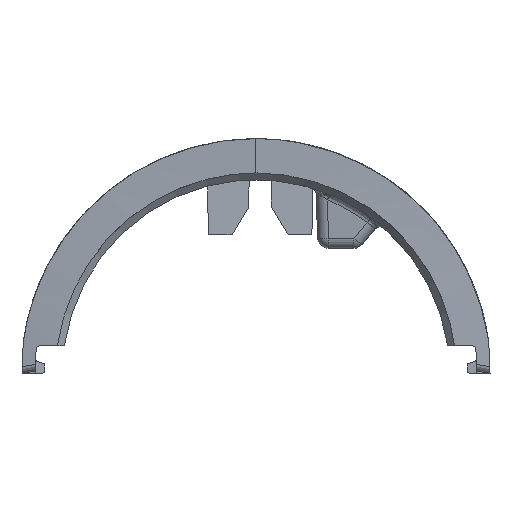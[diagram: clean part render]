
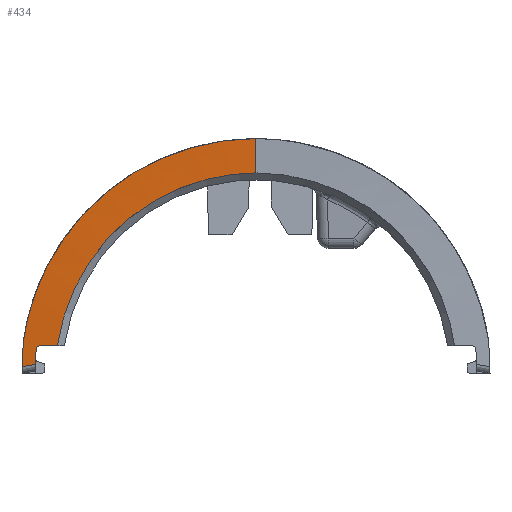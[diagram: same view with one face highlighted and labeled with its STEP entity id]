
A CAD part, left-side view. The second image highlights one B-rep face of the part: STEP entity #434.
In plain terms, the highlighted free-form (B-spline) face has degree [3, 3] with [4, 7] control points.
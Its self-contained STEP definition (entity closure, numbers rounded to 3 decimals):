
#224=B_SPLINE_SURFACE_WITH_KNOTS('',3,3,((#9777,#9778,#9779,#9780,#9781,
#9782,#9783),(#9784,#9785,#9786,#9787,#9788,#9789,#9790),(#9791,#9792,#9793,
#9794,#9795,#9796,#9797),(#9798,#9799,#9800,#9801,#9802,#9803,#9804)),
 .UNSPECIFIED.,.F.,.F.,.F.,(4,4),(4,3,4),(0.,1.),(0.,0.5,1.),
 .UNSPECIFIED.);
#434=ADVANCED_FACE('',(#869),#224,.T.);
#869=FACE_OUTER_BOUND('',#1223,.T.);
#1223=EDGE_LOOP('',(#2640,#2641,#2642,#2643,#2644,#2645,#2646,#2647,#2648,
#2649));
#2640=ORIENTED_EDGE('',*,*,#4828,.T.);
#2641=ORIENTED_EDGE('',*,*,#4829,.T.);
#2642=ORIENTED_EDGE('',*,*,#4604,.T.);
#2643=ORIENTED_EDGE('',*,*,#4749,.T.);
#2644=ORIENTED_EDGE('',*,*,#4830,.T.);
#2645=ORIENTED_EDGE('',*,*,#4785,.T.);
#2646=ORIENTED_EDGE('',*,*,#4822,.T.);
#2647=ORIENTED_EDGE('',*,*,#4827,.T.);
#2648=ORIENTED_EDGE('',*,*,#4743,.T.);
#2649=ORIENTED_EDGE('',*,*,#4831,.T.);
#4071=VERTEX_POINT('',#8102);
#4072=VERTEX_POINT('',#8107);
#4200=VERTEX_POINT('',#8940);
#4201=VERTEX_POINT('',#8947);
#4205=VERTEX_POINT('',#8970);
#4228=VERTEX_POINT('',#9288);
#4229=VERTEX_POINT('',#9289);
#4245=VERTEX_POINT('',#9662);
#4248=VERTEX_POINT('',#9748);
#4249=VERTEX_POINT('',#9749);
#4604=EDGE_CURVE('',#4072,#4071,#5423,.T.);
#4743=EDGE_CURVE('',#4201,#4200,#5485,.T.);
#4749=EDGE_CURVE('',#4071,#4205,#5489,.T.);
#4785=EDGE_CURVE('',#4228,#4229,#5512,.T.);
#4822=EDGE_CURVE('',#4229,#4245,#5542,.T.);
#4827=EDGE_CURVE('',#4245,#4201,#5547,.T.);
#4828=EDGE_CURVE('',#4248,#4249,#5548,.T.);
#4829=EDGE_CURVE('',#4249,#4072,#5549,.T.);
#4830=EDGE_CURVE('',#4205,#4228,#5550,.T.);
#4831=EDGE_CURVE('',#4200,#4248,#5551,.T.);
#5423=B_SPLINE_CURVE_WITH_KNOTS('',3,(#8103,#8104,#8105,#8106),
 .UNSPECIFIED.,.F.,.F.,(4,4),(0.,1.),.UNSPECIFIED.);
#5485=B_SPLINE_CURVE_WITH_KNOTS('',3,(#8941,#8942,#8943,#8944,#8945,#8946),
 .UNSPECIFIED.,.F.,.F.,(4,2,4),(0.,0.5,1.),.UNSPECIFIED.);
#5489=B_SPLINE_CURVE_WITH_KNOTS('',3,(#8971,#8972,#8973,#8974),
 .UNSPECIFIED.,.F.,.F.,(4,4),(0.,1.),.UNSPECIFIED.);
#5512=B_SPLINE_CURVE_WITH_KNOTS('',3,(#9284,#9285,#9286,#9287),
 .UNSPECIFIED.,.F.,.F.,(4,4),(0.,1.),.UNSPECIFIED.);
#5542=B_SPLINE_CURVE_WITH_KNOTS('',3,(#9663,#9664,#9665,#9666,#9667,#9668),
 .UNSPECIFIED.,.F.,.F.,(4,2,4),(0.,0.5,1.),.UNSPECIFIED.);
#5547=B_SPLINE_CURVE_WITH_KNOTS('',3,(#9709,#9710,#9711,#9712),
 .UNSPECIFIED.,.F.,.F.,(4,4),(0.,1.),.UNSPECIFIED.);
#5548=B_SPLINE_CURVE_WITH_KNOTS('',3,(#9741,#9742,#9743,#9744,#9745,#9746,
#9747),.UNSPECIFIED.,.F.,.F.,(4,3,4),(0.,0.435,1.),
 .UNSPECIFIED.);
#5549=B_SPLINE_CURVE_WITH_KNOTS('',3,(#9750,#9751,#9752,#9753,#9754,#9755,
#9756),.UNSPECIFIED.,.F.,.F.,(4,3,4),(0.,0.988,1.),
 .UNSPECIFIED.);
#5550=B_SPLINE_CURVE_WITH_KNOTS('',3,(#9757,#9758,#9759,#9760,#9761,#9762,
#9763,#9764,#9765,#9766,#9767,#9768,#9769,#9770,#9771,#9772),
 .UNSPECIFIED.,.F.,.F.,(4,3,3,3,3,4),(0.,0.232,0.464,
0.697,0.93,1.),.UNSPECIFIED.);
#5551=B_SPLINE_CURVE_WITH_KNOTS('',3,(#9773,#9774,#9775,#9776),
 .UNSPECIFIED.,.F.,.F.,(4,4),(0.,1.),.UNSPECIFIED.);
#8102=CARTESIAN_POINT('',(-25.444,16.078,65.891));
#8103=CARTESIAN_POINT('',(-25.42,16.084,65.551));
#8104=CARTESIAN_POINT('',(-25.428,16.082,65.664));
#8105=CARTESIAN_POINT('',(-25.436,16.08,65.777));
#8106=CARTESIAN_POINT('',(-25.444,16.078,65.891));
#8107=CARTESIAN_POINT('',(-25.42,16.084,65.551));
#8940=CARTESIAN_POINT('',(-25.479,16.918,67.442));
#8941=CARTESIAN_POINT('',(-26.896,0.,82.));
#8942=CARTESIAN_POINT('',(-26.896,4.098,82.));
#8943=CARTESIAN_POINT('',(-26.688,8.09,80.504));
#8944=CARTESIAN_POINT('',(-26.13,14.246,75.2));
#8945=CARTESIAN_POINT('',(-25.797,16.31,71.474));
#8946=CARTESIAN_POINT('',(-25.479,16.918,67.442));
#8947=CARTESIAN_POINT('',(-26.896,0.,82.));
#8970=CARTESIAN_POINT('',(-25.507,16.006,66.713));
#8971=CARTESIAN_POINT('',(-25.444,16.078,65.891));
#8972=CARTESIAN_POINT('',(-25.465,16.061,66.166));
#8973=CARTESIAN_POINT('',(-25.486,16.037,66.44));
#8974=CARTESIAN_POINT('',(-25.507,16.006,66.713));
#9284=CARTESIAN_POINT('',(-25.535,15.807,66.891));
#9285=CARTESIAN_POINT('',(-25.573,15.362,66.891));
#9286=CARTESIAN_POINT('',(-25.61,14.917,66.891));
#9287=CARTESIAN_POINT('',(-25.647,14.472,66.891));
#9288=CARTESIAN_POINT('',(-25.535,15.807,66.891));
#9289=CARTESIAN_POINT('',(-25.647,14.472,66.891));
#9662=CARTESIAN_POINT('',(-26.722,0.,79.5));
#9663=CARTESIAN_POINT('',(-25.647,14.472,66.891));
#9664=CARTESIAN_POINT('',(-25.902,13.997,70.327));
#9665=CARTESIAN_POINT('',(-26.162,12.225,73.61));
#9666=CARTESIAN_POINT('',(-26.569,6.997,78.177));
#9667=CARTESIAN_POINT('',(-26.722,3.482,79.5));
#9668=CARTESIAN_POINT('',(-26.722,0.,79.5));
#9709=CARTESIAN_POINT('',(-26.722,0.,79.5));
#9710=CARTESIAN_POINT('',(-26.779,0.,80.329));
#9711=CARTESIAN_POINT('',(-26.838,0.,81.162));
#9712=CARTESIAN_POINT('',(-26.896,0.,82.));
#9741=CARTESIAN_POINT('',(-25.379,17.028,66.125));
#9742=CARTESIAN_POINT('',(-25.372,17.03,66.017));
#9743=CARTESIAN_POINT('',(-25.364,17.032,65.909));
#9744=CARTESIAN_POINT('',(-25.356,17.034,65.801));
#9745=CARTESIAN_POINT('',(-25.346,17.037,65.662));
#9746=CARTESIAN_POINT('',(-25.335,17.039,65.522));
#9747=CARTESIAN_POINT('',(-25.325,17.041,65.382));
#9748=CARTESIAN_POINT('',(-25.379,17.028,66.125));
#9749=CARTESIAN_POINT('',(-25.325,17.041,65.382));
#9750=CARTESIAN_POINT('',(-25.325,17.041,65.382));
#9751=CARTESIAN_POINT('',(-25.356,16.726,65.438));
#9752=CARTESIAN_POINT('',(-25.388,16.411,65.493));
#9753=CARTESIAN_POINT('',(-25.419,16.096,65.549));
#9754=CARTESIAN_POINT('',(-25.419,16.092,65.55));
#9755=CARTESIAN_POINT('',(-25.42,16.088,65.551));
#9756=CARTESIAN_POINT('',(-25.42,16.084,65.551));
#9757=CARTESIAN_POINT('',(-25.507,16.006,66.713));
#9758=CARTESIAN_POINT('',(-25.508,16.003,66.736));
#9759=CARTESIAN_POINT('',(-25.51,15.997,66.758));
#9760=CARTESIAN_POINT('',(-25.513,15.987,66.778));
#9761=CARTESIAN_POINT('',(-25.515,15.977,66.798));
#9762=CARTESIAN_POINT('',(-25.517,15.964,66.817));
#9763=CARTESIAN_POINT('',(-25.52,15.948,66.833));
#9764=CARTESIAN_POINT('',(-25.522,15.932,66.848));
#9765=CARTESIAN_POINT('',(-25.524,15.913,66.862));
#9766=CARTESIAN_POINT('',(-25.527,15.893,66.871));
#9767=CARTESIAN_POINT('',(-25.529,15.873,66.881));
#9768=CARTESIAN_POINT('',(-25.531,15.85,66.887));
#9769=CARTESIAN_POINT('',(-25.533,15.828,66.889));
#9770=CARTESIAN_POINT('',(-25.534,15.821,66.89));
#9771=CARTESIAN_POINT('',(-25.535,15.814,66.891));
#9772=CARTESIAN_POINT('',(-25.535,15.807,66.891));
#9773=CARTESIAN_POINT('',(-25.479,16.918,67.442));
#9774=CARTESIAN_POINT('',(-25.444,16.984,67.006));
#9775=CARTESIAN_POINT('',(-25.411,17.021,66.566));
#9776=CARTESIAN_POINT('',(-25.379,17.028,66.125));
#9777=CARTESIAN_POINT('',(-26.646,0.,78.404));
#9778=CARTESIAN_POINT('',(-26.646,3.888,78.405));
#9779=CARTESIAN_POINT('',(-26.495,7.626,76.935));
#9780=CARTESIAN_POINT('',(-26.276,10.304,74.49));
#9781=CARTESIAN_POINT('',(-26.057,12.982,72.045));
#9782=CARTESIAN_POINT('',(-25.769,14.579,68.624));
#9783=CARTESIAN_POINT('',(-25.515,14.561,65.034));
#9784=CARTESIAN_POINT('',(-26.729,0.,79.601));
#9785=CARTESIAN_POINT('',(-26.729,4.496,79.603));
#9786=CARTESIAN_POINT('',(-26.527,8.789,78.061));
#9787=CARTESIAN_POINT('',(-26.248,11.902,75.467));
#9788=CARTESIAN_POINT('',(-25.97,15.016,72.872));
#9789=CARTESIAN_POINT('',(-25.615,16.937,69.229));
#9790=CARTESIAN_POINT('',(-25.322,16.952,65.231));
#9791=CARTESIAN_POINT('',(-26.813,0.,80.807));
#9792=CARTESIAN_POINT('',(-26.813,5.108,80.809));
#9793=CARTESIAN_POINT('',(-26.559,9.955,79.189));
#9794=CARTESIAN_POINT('',(-26.221,13.503,76.444));
#9795=CARTESIAN_POINT('',(-25.883,17.051,73.698));
#9796=CARTESIAN_POINT('',(-25.461,19.295,69.831));
#9797=CARTESIAN_POINT('',(-25.128,19.344,65.427));
#9798=CARTESIAN_POINT('',(-26.898,0.,82.022));
#9799=CARTESIAN_POINT('',(-26.898,5.722,82.022));
#9800=CARTESIAN_POINT('',(-26.592,11.122,80.321));
#9801=CARTESIAN_POINT('',(-26.195,15.104,77.424));
#9802=CARTESIAN_POINT('',(-25.797,19.086,74.526));
#9803=CARTESIAN_POINT('',(-25.307,21.653,70.435));
#9804=CARTESIAN_POINT('',(-24.935,21.736,65.623));
